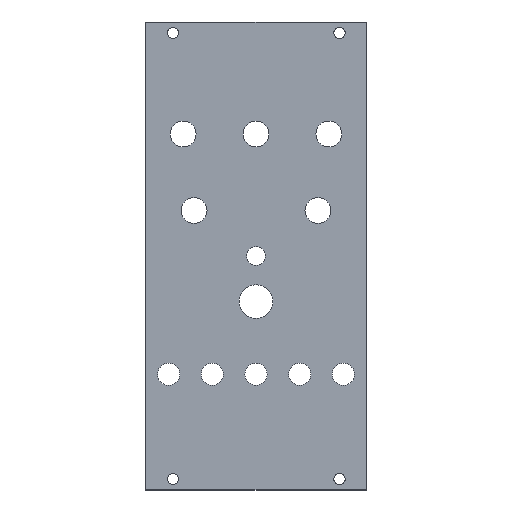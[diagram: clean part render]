
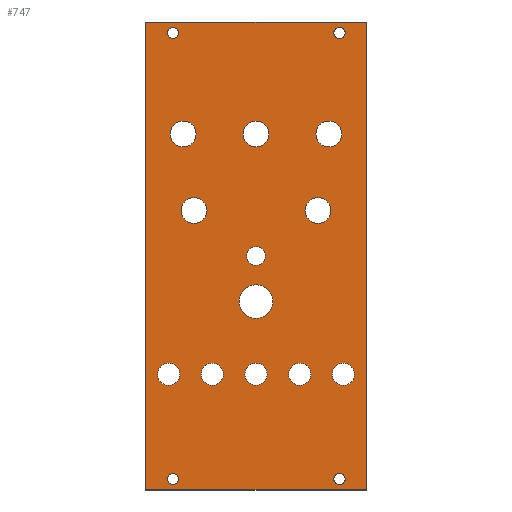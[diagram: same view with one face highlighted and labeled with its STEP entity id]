
A CAD part, top view. The second image highlights one B-rep face of the part: STEP entity #747.
In plain terms, the highlighted planar face has unit normal (0, 0, 1).
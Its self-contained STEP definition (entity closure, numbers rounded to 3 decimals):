
#42 = VERTEX_POINT('',#43);
#43 = CARTESIAN_POINT('',(60.6,-128.5,1.51));
#49 = EDGE_CURVE('',#42,#50,#52,.T.);
#50 = VERTEX_POINT('',#51);
#51 = CARTESIAN_POINT('',(0.,-128.5,1.51));
#52 = LINE('',#53,#54);
#53 = CARTESIAN_POINT('',(60.6,-128.5,1.51));
#54 = VECTOR('',#55,1.);
#55 = DIRECTION('',(-1.,0.,0.));
#80 = EDGE_CURVE('',#50,#81,#83,.T.);
#81 = VERTEX_POINT('',#82);
#82 = CARTESIAN_POINT('',(0.,0.,1.51));
#83 = LINE('',#84,#85);
#84 = CARTESIAN_POINT('',(0.,-128.5,1.51));
#85 = VECTOR('',#86,1.);
#86 = DIRECTION('',(0.,1.,0.));
#111 = EDGE_CURVE('',#81,#112,#114,.T.);
#112 = VERTEX_POINT('',#113);
#113 = CARTESIAN_POINT('',(60.6,0.,1.51));
#114 = LINE('',#115,#116);
#115 = CARTESIAN_POINT('',(0.,0.,1.51));
#116 = VECTOR('',#117,1.);
#117 = DIRECTION('',(1.,0.,0.));
#142 = EDGE_CURVE('',#112,#42,#143,.T.);
#143 = LINE('',#144,#145);
#144 = CARTESIAN_POINT('',(60.6,0.,1.51));
#145 = VECTOR('',#146,1.);
#146 = DIRECTION('',(0.,-1.,0.));
#166 = VERTEX_POINT('',#167);
#167 = CARTESIAN_POINT('',(9.05,-125.5,1.51));
#173 = EDGE_CURVE('',#166,#166,#174,.T.);
#174 = CIRCLE('',#175,1.55);
#175 = AXIS2_PLACEMENT_3D('',#176,#177,#178);
#176 = CARTESIAN_POINT('',(7.5,-125.5,1.51));
#177 = DIRECTION('',(0.,0.,1.));
#178 = DIRECTION('',(1.,0.,-0.));
#199 = VERTEX_POINT('',#200);
#200 = CARTESIAN_POINT('',(54.77,-125.5,1.51));
#206 = EDGE_CURVE('',#199,#199,#207,.T.);
#207 = CIRCLE('',#208,1.55);
#208 = AXIS2_PLACEMENT_3D('',#209,#210,#211);
#209 = CARTESIAN_POINT('',(53.22,-125.5,1.51));
#210 = DIRECTION('',(0.,0.,1.));
#211 = DIRECTION('',(1.,0.,-0.));
#232 = VERTEX_POINT('',#233);
#233 = CARTESIAN_POINT('',(9.35,-96.73,1.51));
#239 = EDGE_CURVE('',#232,#232,#240,.T.);
#240 = CIRCLE('',#241,3.05);
#241 = AXIS2_PLACEMENT_3D('',#242,#243,#244);
#242 = CARTESIAN_POINT('',(6.3,-96.73,1.51));
#243 = DIRECTION('',(0.,0.,1.));
#244 = DIRECTION('',(1.,0.,-0.));
#265 = VERTEX_POINT('',#266);
#266 = CARTESIAN_POINT('',(21.35,-96.73,1.51));
#272 = EDGE_CURVE('',#265,#265,#273,.T.);
#273 = CIRCLE('',#274,3.05);
#274 = AXIS2_PLACEMENT_3D('',#275,#276,#277);
#275 = CARTESIAN_POINT('',(18.3,-96.73,1.51));
#276 = DIRECTION('',(0.,0.,1.));
#277 = DIRECTION('',(1.,0.,-0.));
#298 = VERTEX_POINT('',#299);
#299 = CARTESIAN_POINT('',(33.35,-96.73,1.51));
#305 = EDGE_CURVE('',#298,#298,#306,.T.);
#306 = CIRCLE('',#307,3.05);
#307 = AXIS2_PLACEMENT_3D('',#308,#309,#310);
#308 = CARTESIAN_POINT('',(30.3,-96.73,1.51));
#309 = DIRECTION('',(0.,0.,1.));
#310 = DIRECTION('',(1.,0.,-0.));
#331 = VERTEX_POINT('',#332);
#332 = CARTESIAN_POINT('',(45.35,-96.73,1.51));
#338 = EDGE_CURVE('',#331,#331,#339,.T.);
#339 = CIRCLE('',#340,3.05);
#340 = AXIS2_PLACEMENT_3D('',#341,#342,#343);
#341 = CARTESIAN_POINT('',(42.3,-96.73,1.51));
#342 = DIRECTION('',(0.,0.,1.));
#343 = DIRECTION('',(1.,0.,-0.));
#364 = VERTEX_POINT('',#365);
#365 = CARTESIAN_POINT('',(57.35,-96.73,1.51));
#371 = EDGE_CURVE('',#364,#364,#372,.T.);
#372 = CIRCLE('',#373,3.05);
#373 = AXIS2_PLACEMENT_3D('',#374,#375,#376);
#374 = CARTESIAN_POINT('',(54.3,-96.73,1.51));
#375 = DIRECTION('',(0.,0.,1.));
#376 = DIRECTION('',(1.,0.,-0.));
#397 = VERTEX_POINT('',#398);
#398 = CARTESIAN_POINT('',(34.9,-76.75,1.51));
#404 = EDGE_CURVE('',#397,#397,#405,.T.);
#405 = CIRCLE('',#406,4.6);
#406 = AXIS2_PLACEMENT_3D('',#407,#408,#409);
#407 = CARTESIAN_POINT('',(30.3,-76.75,1.51));
#408 = DIRECTION('',(0.,0.,1.));
#409 = DIRECTION('',(1.,0.,-0.));
#430 = VERTEX_POINT('',#431);
#431 = CARTESIAN_POINT('',(32.85,-64.25,1.51));
#437 = EDGE_CURVE('',#430,#430,#438,.T.);
#438 = CIRCLE('',#439,2.55);
#439 = AXIS2_PLACEMENT_3D('',#440,#441,#442);
#440 = CARTESIAN_POINT('',(30.3,-64.25,1.51));
#441 = DIRECTION('',(0.,0.,1.));
#442 = DIRECTION('',(1.,0.,-0.));
#463 = VERTEX_POINT('',#464);
#464 = CARTESIAN_POINT('',(16.85,-51.75,1.51));
#470 = EDGE_CURVE('',#463,#463,#471,.T.);
#471 = CIRCLE('',#472,3.55);
#472 = AXIS2_PLACEMENT_3D('',#473,#474,#475);
#473 = CARTESIAN_POINT('',(13.3,-51.75,1.51));
#474 = DIRECTION('',(0.,0.,1.));
#475 = DIRECTION('',(1.,0.,-0.));
#496 = VERTEX_POINT('',#497);
#497 = CARTESIAN_POINT('',(50.85,-51.75,1.51));
#503 = EDGE_CURVE('',#496,#496,#504,.T.);
#504 = CIRCLE('',#505,3.55);
#505 = AXIS2_PLACEMENT_3D('',#506,#507,#508);
#506 = CARTESIAN_POINT('',(47.3,-51.75,1.51));
#507 = DIRECTION('',(0.,0.,1.));
#508 = DIRECTION('',(1.,0.,-0.));
#529 = VERTEX_POINT('',#530);
#530 = CARTESIAN_POINT('',(13.85,-30.75,1.51));
#536 = EDGE_CURVE('',#529,#529,#537,.T.);
#537 = CIRCLE('',#538,3.55);
#538 = AXIS2_PLACEMENT_3D('',#539,#540,#541);
#539 = CARTESIAN_POINT('',(10.3,-30.75,1.51));
#540 = DIRECTION('',(0.,0.,1.));
#541 = DIRECTION('',(1.,0.,-0.));
#562 = VERTEX_POINT('',#563);
#563 = CARTESIAN_POINT('',(33.85,-30.75,1.51));
#569 = EDGE_CURVE('',#562,#562,#570,.T.);
#570 = CIRCLE('',#571,3.55);
#571 = AXIS2_PLACEMENT_3D('',#572,#573,#574);
#572 = CARTESIAN_POINT('',(30.3,-30.75,1.51));
#573 = DIRECTION('',(0.,0.,1.));
#574 = DIRECTION('',(1.,0.,-0.));
#595 = VERTEX_POINT('',#596);
#596 = CARTESIAN_POINT('',(53.85,-30.75,1.51));
#602 = EDGE_CURVE('',#595,#595,#603,.T.);
#603 = CIRCLE('',#604,3.55);
#604 = AXIS2_PLACEMENT_3D('',#605,#606,#607);
#605 = CARTESIAN_POINT('',(50.3,-30.75,1.51));
#606 = DIRECTION('',(0.,0.,1.));
#607 = DIRECTION('',(1.,0.,-0.));
#628 = VERTEX_POINT('',#629);
#629 = CARTESIAN_POINT('',(9.05,-3.,1.51));
#635 = EDGE_CURVE('',#628,#628,#636,.T.);
#636 = CIRCLE('',#637,1.55);
#637 = AXIS2_PLACEMENT_3D('',#638,#639,#640);
#638 = CARTESIAN_POINT('',(7.5,-3.,1.51));
#639 = DIRECTION('',(0.,0.,1.));
#640 = DIRECTION('',(1.,0.,-0.));
#661 = VERTEX_POINT('',#662);
#662 = CARTESIAN_POINT('',(54.77,-3.,1.51));
#668 = EDGE_CURVE('',#661,#661,#669,.T.);
#669 = CIRCLE('',#670,1.55);
#670 = AXIS2_PLACEMENT_3D('',#671,#672,#673);
#671 = CARTESIAN_POINT('',(53.22,-3.,1.51));
#672 = DIRECTION('',(0.,0.,1.));
#673 = DIRECTION('',(1.,0.,-0.));
#747 = ADVANCED_FACE('',(#748,#754,#757,#760,#763,#766,#769,#772,#775,
    #778,#781,#784,#787,#790,#793,#796,#799),#802,.T.);
#748 = FACE_BOUND('',#749,.F.);
#749 = EDGE_LOOP('',(#750,#751,#752,#753));
#750 = ORIENTED_EDGE('',*,*,#49,.T.);
#751 = ORIENTED_EDGE('',*,*,#80,.T.);
#752 = ORIENTED_EDGE('',*,*,#111,.T.);
#753 = ORIENTED_EDGE('',*,*,#142,.T.);
#754 = FACE_BOUND('',#755,.F.);
#755 = EDGE_LOOP('',(#756));
#756 = ORIENTED_EDGE('',*,*,#173,.T.);
#757 = FACE_BOUND('',#758,.F.);
#758 = EDGE_LOOP('',(#759));
#759 = ORIENTED_EDGE('',*,*,#206,.T.);
#760 = FACE_BOUND('',#761,.F.);
#761 = EDGE_LOOP('',(#762));
#762 = ORIENTED_EDGE('',*,*,#239,.T.);
#763 = FACE_BOUND('',#764,.F.);
#764 = EDGE_LOOP('',(#765));
#765 = ORIENTED_EDGE('',*,*,#272,.T.);
#766 = FACE_BOUND('',#767,.F.);
#767 = EDGE_LOOP('',(#768));
#768 = ORIENTED_EDGE('',*,*,#305,.T.);
#769 = FACE_BOUND('',#770,.F.);
#770 = EDGE_LOOP('',(#771));
#771 = ORIENTED_EDGE('',*,*,#338,.T.);
#772 = FACE_BOUND('',#773,.F.);
#773 = EDGE_LOOP('',(#774));
#774 = ORIENTED_EDGE('',*,*,#371,.T.);
#775 = FACE_BOUND('',#776,.F.);
#776 = EDGE_LOOP('',(#777));
#777 = ORIENTED_EDGE('',*,*,#404,.T.);
#778 = FACE_BOUND('',#779,.F.);
#779 = EDGE_LOOP('',(#780));
#780 = ORIENTED_EDGE('',*,*,#437,.T.);
#781 = FACE_BOUND('',#782,.F.);
#782 = EDGE_LOOP('',(#783));
#783 = ORIENTED_EDGE('',*,*,#470,.T.);
#784 = FACE_BOUND('',#785,.F.);
#785 = EDGE_LOOP('',(#786));
#786 = ORIENTED_EDGE('',*,*,#503,.T.);
#787 = FACE_BOUND('',#788,.F.);
#788 = EDGE_LOOP('',(#789));
#789 = ORIENTED_EDGE('',*,*,#536,.T.);
#790 = FACE_BOUND('',#791,.F.);
#791 = EDGE_LOOP('',(#792));
#792 = ORIENTED_EDGE('',*,*,#569,.T.);
#793 = FACE_BOUND('',#794,.F.);
#794 = EDGE_LOOP('',(#795));
#795 = ORIENTED_EDGE('',*,*,#602,.T.);
#796 = FACE_BOUND('',#797,.F.);
#797 = EDGE_LOOP('',(#798));
#798 = ORIENTED_EDGE('',*,*,#635,.T.);
#799 = FACE_BOUND('',#800,.F.);
#800 = EDGE_LOOP('',(#801));
#801 = ORIENTED_EDGE('',*,*,#668,.T.);
#802 = PLANE('',#803);
#803 = AXIS2_PLACEMENT_3D('',#804,#805,#806);
#804 = CARTESIAN_POINT('',(0.,0.,1.51));
#805 = DIRECTION('',(0.,0.,1.));
#806 = DIRECTION('',(1.,0.,-0.));
